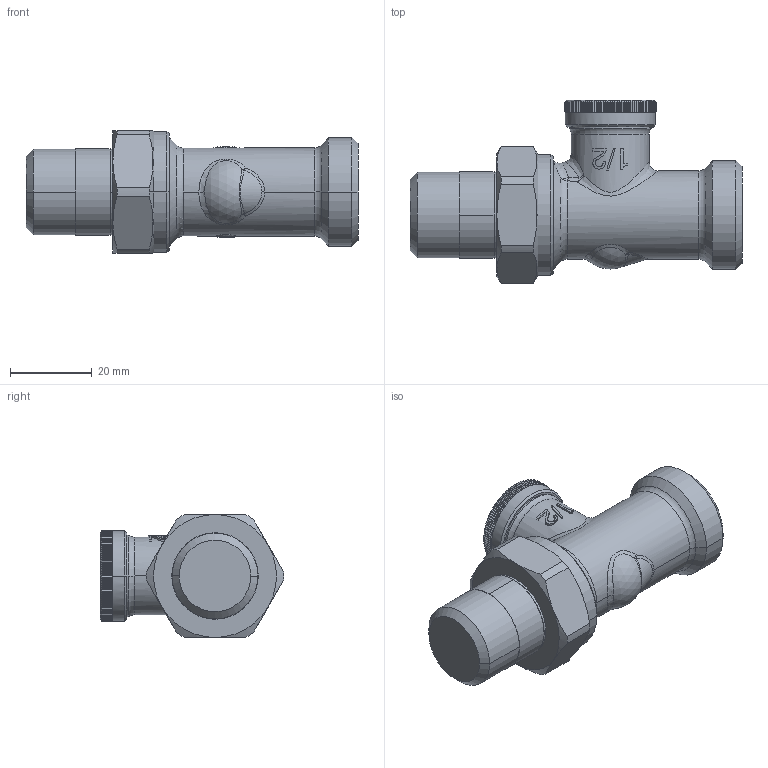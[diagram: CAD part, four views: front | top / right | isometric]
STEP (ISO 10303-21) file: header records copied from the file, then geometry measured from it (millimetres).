
FILE_DESCRIPTION((''),'2;1');
FILE_NAME('003L0354_SW0001','2022-11-08T13:07:06',('F09560'),(''),'CREO PARAMETRIC BY PTC INC, 2020342','CREO PARAMETRIC BY PTC INC, 2020342','');
FILE_SCHEMA(('AUTOMOTIVE_DESIGN { 1 0 10303 214 1 1 1 1 }'));
Length unit declared in the file: millimetre
Products named in the file (1): 003L0354_SW0001
Bounding box: 81 x 44.72 x 30.01 mm (x, y, z)
Volume: 42144.4 mm3; surface area: 8901.7 mm2
Topology: 1 solids, 1 shells, 662 faces, 1653 edges, 1004 vertices
Faces by surface type: plane 317, cylinder 151, cone 141, extrusion 26, bspline 15, sphere 7, torus 5
Entity records: 22673 total; most frequent: CARTESIAN_POINT 7293, ORIENTED_EDGE 3306, DIRECTION 2829, EDGE_CURVE 1653, AXIS2_PLACEMENT_3D 1105, VERTEX_POINT 1004, EDGE_LOOP 673, FACE_OUTER_BOUND 662
